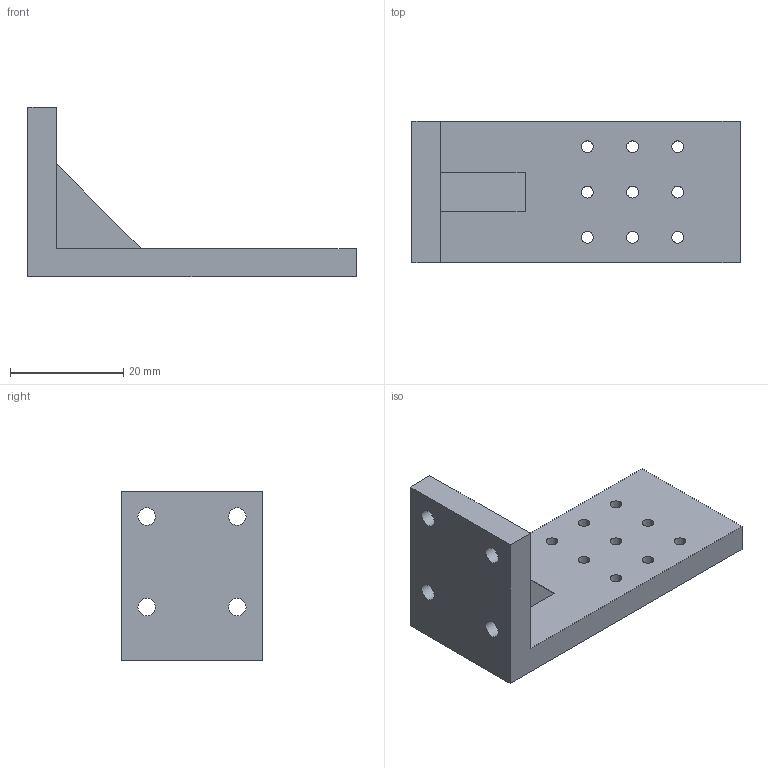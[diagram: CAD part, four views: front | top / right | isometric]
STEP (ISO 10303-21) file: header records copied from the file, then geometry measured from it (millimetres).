
FILE_DESCRIPTION(/* description */ (''),/* implementation_level */ '2;1');
FILE_NAME(/* name */ 'brio_motor_l.stp',/* time_stamp */ '2022-10-25T16:35:27+02:00',/* author */ (''),/* organization */ (''),/* preprocessor_version */ 'ST-DEVELOPER v16.7',/* originating_system */ 'SIEMENS PLM Software NX 12.0',/* authorisation */ '');
FILE_SCHEMA (('AUTOMOTIVE_DESIGN { 1 0 10303 214 3 1 1 1 }'));
Length unit declared in the file: millimetre
Products named in the file (1): brio_motor_l
Bounding box: 58 x 25 x 30 mm (x, y, z)
Volume: 10855.7 mm3; surface area: 5762.4 mm2
Topology: 1 solids, 1 shells, 24 faces, 66 edges, 44 vertices
Faces by surface type: cylinder 13, plane 11
Full cylindrical faces by diameter (mm): 2.1 x9, 3.1 x4
Entity records: 787 total; most frequent: DIRECTION 129, CARTESIAN_POINT 122, ORIENTED_EDGE 106, EDGE_LOOP 63, FACE_BOUND 56, EDGE_CURVE 53, AXIS2_PLACEMENT_3D 51, VERTEX_POINT 44
